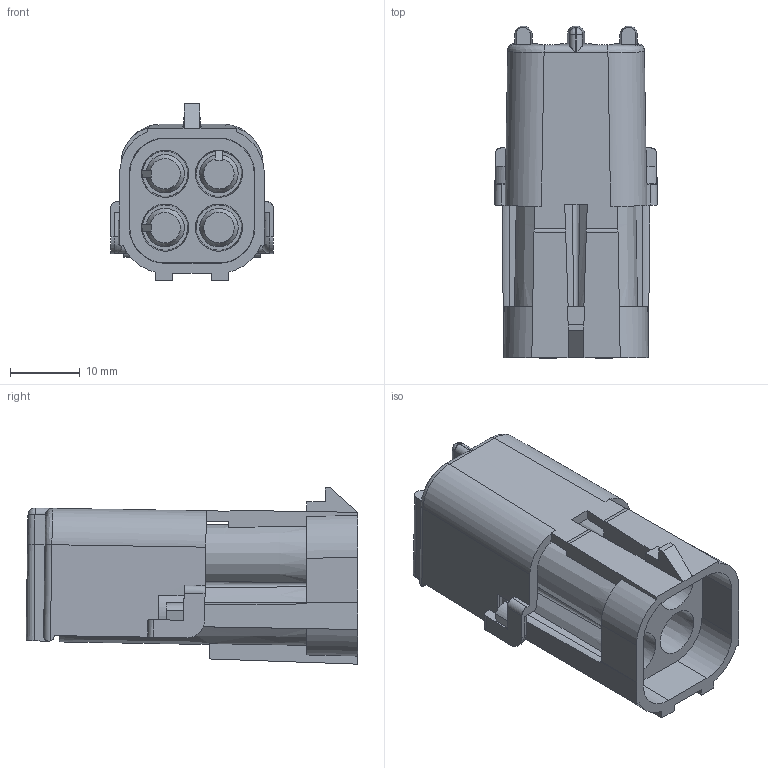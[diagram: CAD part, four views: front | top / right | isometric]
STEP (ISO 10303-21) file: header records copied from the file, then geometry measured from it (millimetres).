
FILE_DESCRIPTION(/* description */ (''),/* implementation_level */ '2;1');
FILE_NAME(/* name */ '12015024-ENV10_01-CONN.stp',/* time_stamp */ '2024-01-12T12:56:35+08:00',/* author */ (''),/* organization */ (''),/* preprocessor_version */ 'ST-DEVELOPER v16',/* originating_system */ 'SIEMENS PLM Software NX 11.0',/* authorisation */ '');
FILE_SCHEMA (('AUTOMOTIVE_DESIGN { 1 0 10303 214 3 1 1 1 }'));
Length unit declared in the file: millimetre
Products named in the file (1): 12015024-ENV10_01-CONN
Bounding box: 23.31 x 47.49 x 25.22 mm (x, y, z)
Volume: 11148.1 mm3; surface area: 8849.3 mm2
Topology: 1 solids, 1 shells, 210 faces, 618 edges, 400 vertices
Faces by surface type: plane 128, cylinder 52, cone 20, bspline 8, sphere 2
Entity records: 7497 total; most frequent: CARTESIAN_POINT 1959, ORIENTED_EDGE 1214, DIRECTION 1102, EDGE_CURVE 607, VERTEX_POINT 396, LINE 370, VECTOR 370, AXIS2_PLACEMENT_3D 366
